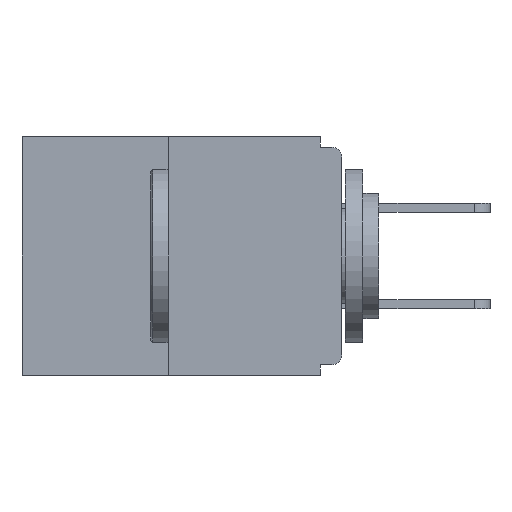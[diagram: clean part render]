
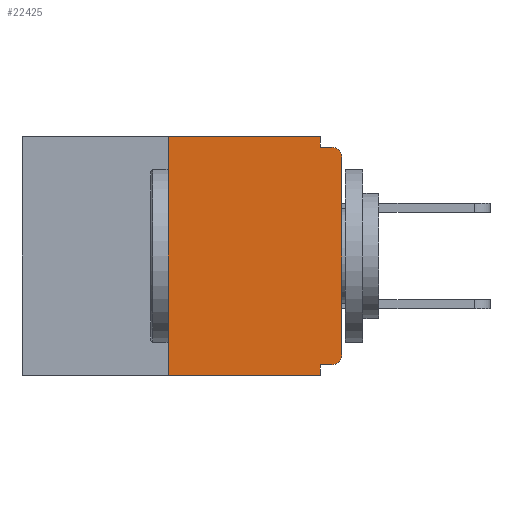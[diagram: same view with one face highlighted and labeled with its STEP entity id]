
A CAD part, left-side view. The second image highlights one B-rep face of the part: STEP entity #22425.
In plain terms, the highlighted planar face has unit normal (-1, 0, 0).
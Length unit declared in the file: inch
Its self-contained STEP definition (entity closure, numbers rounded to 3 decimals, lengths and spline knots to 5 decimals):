
#19 = VERTEX_POINT ( 'NONE', #15480 ) ;
#230 = DIRECTION ( 'NONE',  ( 1., 0., 0. ) ) ;
#315 = AXIS2_PLACEMENT_3D ( 'NONE', #7536, #230, #14699 ) ;
#403 = DIRECTION ( 'NONE',  ( 0., 0., -1. ) ) ;
#577 = VECTOR ( 'NONE', #9055, 39.37008 ) ;
#1297 = VERTEX_POINT ( 'NONE', #20140 ) ;
#1333 = CARTESIAN_POINT ( 'NONE',  ( 0., 0., -0.328 ) ) ;
#1453 = ORIENTED_EDGE ( 'NONE', *, *, #4120, .F. ) ;
#1898 = ORIENTED_EDGE ( 'NONE', *, *, #2833, .T. ) ;
#2090 = CARTESIAN_POINT ( 'NONE',  ( 0., 0.25, 0. ) ) ;
#2169 = VERTEX_POINT ( 'NONE', #30350 ) ;
#2556 = DIRECTION ( 'NONE',  ( 0., 0., -1. ) ) ;
#2833 = EDGE_CURVE ( 'NONE', #7365, #18124, #25935, .T. ) ;
#3175 = LINE ( 'NONE', #2090, #577 ) ;
#3269 = CARTESIAN_POINT ( 'NONE',  ( 0., 0.031, 0. ) ) ;
#3303 = LINE ( 'NONE', #27681, #7084 ) ;
#3717 = CARTESIAN_POINT ( 'NONE',  ( 0., 0.031, -0.328 ) ) ;
#4066 = ORIENTED_EDGE ( 'NONE', *, *, #30170, .T. ) ;
#4120 = EDGE_CURVE ( 'NONE', #27556, #18124, #3303, .T. ) ;
#4644 = AXIS2_PLACEMENT_3D ( 'NONE', #7376, #21644, #2556 ) ;
#4754 = DIRECTION ( 'NONE',  ( 0., 0., -1. ) ) ;
#5165 = DIRECTION ( 'NONE',  ( 0., -1., 0. ) ) ;
#6001 = ORIENTED_EDGE ( 'NONE', *, *, #26497, .F. ) ;
#7084 = VECTOR ( 'NONE', #403, 39.37008 ) ;
#7365 = VERTEX_POINT ( 'NONE', #22276 ) ;
#7376 = CARTESIAN_POINT ( 'NONE',  ( 0., 0.015, -0.03 ) ) ;
#7536 = CARTESIAN_POINT ( 'NONE',  ( 0., 0.46, 0. ) ) ;
#7669 = VECTOR ( 'NONE', #13208, 39.37008 ) ;
#8883 = LINE ( 'NONE', #11497, #30661 ) ;
#8936 = EDGE_CURVE ( 'NONE', #12763, #19, #28733, .T. ) ;
#9055 = DIRECTION ( 'NONE',  ( 0., 0., 1. ) ) ;
#9350 = EDGE_CURVE ( 'NONE', #7365, #25831, #3175, .T. ) ;
#9619 = PLANE ( 'NONE',  #315 ) ;
#9707 = CARTESIAN_POINT ( 'NONE',  ( 0., 0.031, -0.343 ) ) ;
#11497 = CARTESIAN_POINT ( 'NONE',  ( 0., 0., 0. ) ) ;
#12184 = ORIENTED_EDGE ( 'NONE', *, *, #8936, .T. ) ;
#12763 = VERTEX_POINT ( 'NONE', #20887 ) ;
#13192 = CARTESIAN_POINT ( 'NONE',  ( 0., 0., -0.015 ) ) ;
#13208 = DIRECTION ( 'NONE',  ( 0., 0., -1. ) ) ;
#13352 = EDGE_CURVE ( 'NONE', #15475, #1297, #29954, .T. ) ;
#14699 = DIRECTION ( 'NONE',  ( 0., 0., -1. ) ) ;
#15023 = CARTESIAN_POINT ( 'NONE',  ( 0., 0.46, 0. ) ) ;
#15475 = VERTEX_POINT ( 'NONE', #15848 ) ;
#15480 = CARTESIAN_POINT ( 'NONE',  ( 0., 0., -0.313 ) ) ;
#15848 = CARTESIAN_POINT ( 'NONE',  ( 0., 0., -0.03 ) ) ;
#16187 = CARTESIAN_POINT ( 'NONE',  ( 0., 0.015, -0.313 ) ) ;
#16805 = VERTEX_POINT ( 'NONE', #3269 ) ;
#16825 = LINE ( 'NONE', #15023, #30162 ) ;
#17350 = ORIENTED_EDGE ( 'NONE', *, *, #13352, .T. ) ;
#17356 = EDGE_CURVE ( 'NONE', #2169, #1297, #29989, .T. ) ;
#17464 = ORIENTED_EDGE ( 'NONE', *, *, #9350, .F. ) ;
#18111 = DIRECTION ( 'NONE',  ( 0., 1., 0. ) ) ;
#18124 = VERTEX_POINT ( 'NONE', #9707 ) ;
#18419 = VECTOR ( 'NONE', #30205, 39.37008 ) ;
#18498 = EDGE_CURVE ( 'NONE', #25831, #16805, #16825, .T. ) ;
#18543 = EDGE_LOOP ( 'NONE', ( #25605, #17464, #1898, #1453, #6001, #12184, #4066, #17350, #30532, #30173 ) ) ;
#19542 = FACE_OUTER_BOUND ( 'NONE', #18543, .T. ) ;
#20140 = CARTESIAN_POINT ( 'NONE',  ( 0., 0.015, -0.015 ) ) ;
#20226 = EDGE_CURVE ( 'NONE', #16805, #2169, #28702, .T. ) ;
#20262 = VECTOR ( 'NONE', #27852, 39.37008 ) ;
#20587 = CARTESIAN_POINT ( 'NONE',  ( 0., 0.46, -0.343 ) ) ;
#20887 = CARTESIAN_POINT ( 'NONE',  ( 0., 0.015, -0.328 ) ) ;
#21644 = DIRECTION ( 'NONE',  ( -1., 0., 0. ) ) ;
#22276 = CARTESIAN_POINT ( 'NONE',  ( 0., 0.25, -0.343 ) ) ;
#22425 = ADVANCED_FACE ( 'NONE', ( #19542 ), #9619, .F. ) ;
#23331 = DIRECTION ( 'NONE',  ( 0., 0., 1. ) ) ;
#25304 = LINE ( 'NONE', #1333, #26096 ) ;
#25605 = ORIENTED_EDGE ( 'NONE', *, *, #18498, .F. ) ;
#25815 = AXIS2_PLACEMENT_3D ( 'NONE', #16187, #31043, #4754 ) ;
#25831 = VERTEX_POINT ( 'NONE', #27493 ) ;
#25935 = LINE ( 'NONE', #20587, #18419 ) ;
#26096 = VECTOR ( 'NONE', #18111, 39.37008 ) ;
#26497 = EDGE_CURVE ( 'NONE', #12763, #27556, #25304, .T. ) ;
#26657 = CARTESIAN_POINT ( 'NONE',  ( 0., 0.031, 0. ) ) ;
#27493 = CARTESIAN_POINT ( 'NONE',  ( 0., 0.25, 0. ) ) ;
#27556 = VERTEX_POINT ( 'NONE', #3717 ) ;
#27681 = CARTESIAN_POINT ( 'NONE',  ( 0., 0.031, -0.343 ) ) ;
#27852 = DIRECTION ( 'NONE',  ( 0., -1., 0. ) ) ;
#28702 = LINE ( 'NONE', #26657, #7669 ) ;
#28733 = CIRCLE ( 'NONE', #25815, 0.015 ) ;
#29954 = CIRCLE ( 'NONE', #4644, 0.015 ) ;
#29989 = LINE ( 'NONE', #13192, #20262 ) ;
#30162 = VECTOR ( 'NONE', #5165, 39.37008 ) ;
#30170 = EDGE_CURVE ( 'NONE', #19, #15475, #8883, .T. ) ;
#30173 = ORIENTED_EDGE ( 'NONE', *, *, #20226, .F. ) ;
#30205 = DIRECTION ( 'NONE',  ( 0., -1., 0. ) ) ;
#30350 = CARTESIAN_POINT ( 'NONE',  ( 0., 0.031, -0.015 ) ) ;
#30532 = ORIENTED_EDGE ( 'NONE', *, *, #17356, .F. ) ;
#30661 = VECTOR ( 'NONE', #23331, 39.37008 ) ;
#31043 = DIRECTION ( 'NONE',  ( -1., 0., 0. ) ) ;
